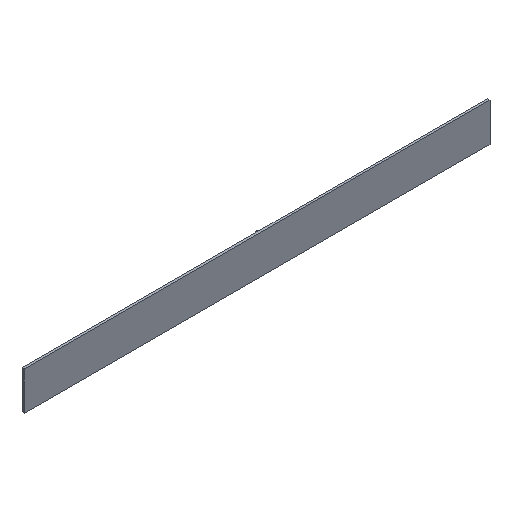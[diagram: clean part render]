
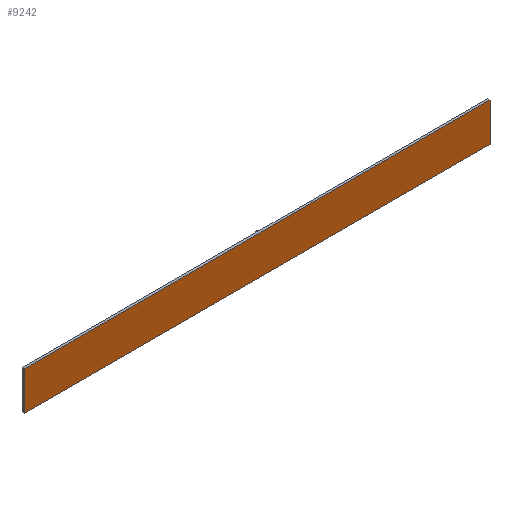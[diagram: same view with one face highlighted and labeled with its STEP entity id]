
A CAD part, isometric view. The second image highlights one B-rep face of the part: STEP entity #9242.
In plain terms, the highlighted planar face has unit normal (0, -1, 0).
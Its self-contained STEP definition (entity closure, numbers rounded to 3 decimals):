
#1450 = DIRECTION ( 'NONE',  ( 0., 0., -1. ) ) ;
#1785 = PLANE ( 'NONE',  #6001 ) ;
#1922 = CARTESIAN_POINT ( 'NONE',  ( 77.5, -0.4, -6.4 ) ) ;
#1956 = ORIENTED_EDGE ( 'NONE', *, *, #5778, .F. ) ;
#1989 = DIRECTION ( 'NONE',  ( 0., 0., 1. ) ) ;
#2093 = CARTESIAN_POINT ( 'NONE',  ( 77.5, -0.4, 6.4 ) ) ;
#2164 = CARTESIAN_POINT ( 'NONE',  ( -77.5, -0.4, -6.4 ) ) ;
#2241 = EDGE_LOOP ( 'NONE', ( #1956, #13174, #11520, #12226 ) ) ;
#2250 = EDGE_CURVE ( 'NONE', #3954, #4570, #14349, .T. ) ;
#2330 = DIRECTION ( 'NONE',  ( 1., 0., 0. ) ) ;
#2541 = CARTESIAN_POINT ( 'NONE',  ( 77.5, -0.4, 6.4 ) ) ;
#3954 = VERTEX_POINT ( 'NONE', #9554 ) ;
#4244 = DIRECTION ( 'NONE',  ( 0., 0., -1. ) ) ;
#4570 = VERTEX_POINT ( 'NONE', #8976 ) ;
#5113 = VERTEX_POINT ( 'NONE', #7727 ) ;
#5778 = EDGE_CURVE ( 'NONE', #7680, #3954, #8091, .T. ) ;
#6001 = AXIS2_PLACEMENT_3D ( 'NONE', #1922, #9689, #4244 ) ;
#6782 = CARTESIAN_POINT ( 'NONE',  ( -77.5, -0.4, 6.4 ) ) ;
#7129 = VECTOR ( 'NONE', #1450, 1000. ) ;
#7680 = VERTEX_POINT ( 'NONE', #2093 ) ;
#7727 = CARTESIAN_POINT ( 'NONE',  ( -77.5, -0.4, 6.4 ) ) ;
#8076 = VECTOR ( 'NONE', #10060, 1000. ) ;
#8091 = LINE ( 'NONE', #2541, #7129 ) ;
#8976 = CARTESIAN_POINT ( 'NONE',  ( -77.5, -0.4, -6.4 ) ) ;
#9242 = ADVANCED_FACE ( 'NONE', ( #13912 ), #1785, .T. ) ;
#9554 = CARTESIAN_POINT ( 'NONE',  ( 77.5, -0.4, -6.4 ) ) ;
#9689 = DIRECTION ( 'NONE',  ( 0., -1., 0. ) ) ;
#9823 = CARTESIAN_POINT ( 'NONE',  ( -77.5, -0.4, 6.4 ) ) ;
#10060 = DIRECTION ( 'NONE',  ( -1., 0., 0. ) ) ;
#10818 = VECTOR ( 'NONE', #2330, 1000. ) ;
#11520 = ORIENTED_EDGE ( 'NONE', *, *, #13592, .F. ) ;
#11933 = LINE ( 'NONE', #9823, #13140 ) ;
#12226 = ORIENTED_EDGE ( 'NONE', *, *, #2250, .F. ) ;
#12258 = LINE ( 'NONE', #6782, #10818 ) ;
#13140 = VECTOR ( 'NONE', #1989, 1000. ) ;
#13174 = ORIENTED_EDGE ( 'NONE', *, *, #13846, .F. ) ;
#13592 = EDGE_CURVE ( 'NONE', #4570, #5113, #11933, .T. ) ;
#13846 = EDGE_CURVE ( 'NONE', #5113, #7680, #12258, .T. ) ;
#13912 = FACE_OUTER_BOUND ( 'NONE', #2241, .T. ) ;
#14349 = LINE ( 'NONE', #2164, #8076 ) ;
